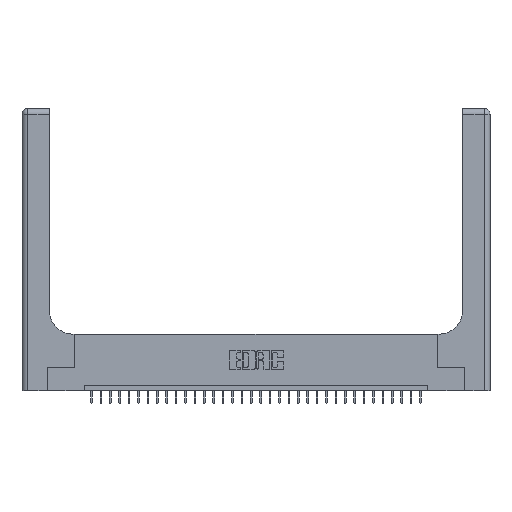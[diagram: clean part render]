
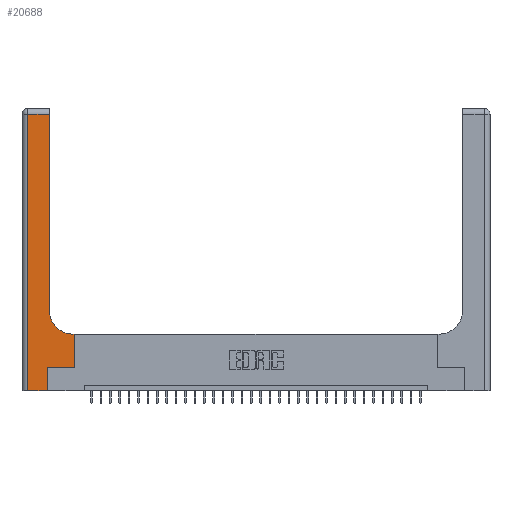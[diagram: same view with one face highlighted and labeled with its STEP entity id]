
A CAD part, top view. The second image highlights one B-rep face of the part: STEP entity #20688.
In plain terms, the highlighted planar face has unit normal (0, 0, 1).
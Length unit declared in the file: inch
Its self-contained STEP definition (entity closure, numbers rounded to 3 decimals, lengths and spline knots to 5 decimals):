
#267 = CARTESIAN_POINT ( 'NONE',  ( 0.06, 0., 0.37 ) ) ;
#447 = EDGE_LOOP ( 'NONE', ( #32112, #20000, #2103, #13230, #27010, #8043, #29402, #3260, #5631 ) ) ;
#767 = CARTESIAN_POINT ( 'NONE',  ( 0.2915, 3., 0.37 ) ) ;
#1056 = DIRECTION ( 'NONE',  ( 1., 0., 0. ) ) ;
#1345 = VECTOR ( 'NONE', #1056, 39.37008 ) ;
#1976 = DIRECTION ( 'NONE',  ( -1., 0., 0. ) ) ;
#2103 = ORIENTED_EDGE ( 'NONE', *, *, #21493, .T. ) ;
#2377 = VECTOR ( 'NONE', #15508, 39.37008 ) ;
#2571 = EDGE_CURVE ( 'NONE', #4364, #26664, #4729, .T. ) ;
#2870 = DIRECTION ( 'NONE',  ( -1., 0., 0. ) ) ;
#3260 = ORIENTED_EDGE ( 'NONE', *, *, #23365, .T. ) ;
#3806 = EDGE_CURVE ( 'NONE', #6095, #27536, #31447, .T. ) ;
#4364 = VERTEX_POINT ( 'NONE', #26378 ) ;
#4729 = LINE ( 'NONE', #12476, #2377 ) ;
#4931 = VERTEX_POINT ( 'NONE', #20445 ) ;
#5238 = DIRECTION ( 'NONE',  ( 0., -1., 0. ) ) ;
#5529 = VERTEX_POINT ( 'NONE', #30732 ) ;
#5631 = ORIENTED_EDGE ( 'NONE', *, *, #6257, .T. ) ;
#6095 = VERTEX_POINT ( 'NONE', #267 ) ;
#6151 = PLANE ( 'NONE',  #22286 ) ;
#6257 = EDGE_CURVE ( 'NONE', #4931, #16194, #15538, .T. ) ;
#6667 = EDGE_CURVE ( 'NONE', #10978, #5529, #7001, .T. ) ;
#7001 = LINE ( 'NONE', #25312, #8025 ) ;
#7541 = DIRECTION ( 'NONE',  ( 0., 0., -1. ) ) ;
#8025 = VECTOR ( 'NONE', #1976, 39.37008 ) ;
#8043 = ORIENTED_EDGE ( 'NONE', *, *, #2571, .T. ) ;
#8442 = CARTESIAN_POINT ( 'NONE',  ( 0., 0., 0.37 ) ) ;
#8847 = DIRECTION ( 'NONE',  ( 0., 0., -1. ) ) ;
#9343 = DIRECTION ( 'NONE',  ( 0., 1., 0. ) ) ;
#9417 = EDGE_CURVE ( 'NONE', #27536, #4364, #14557, .T. ) ;
#10087 = EDGE_CURVE ( 'NONE', #26664, #28090, #16660, .T. ) ;
#10561 = VECTOR ( 'NONE', #11011, 39.37008 ) ;
#10978 = VERTEX_POINT ( 'NONE', #20133 ) ;
#11011 = DIRECTION ( 'NONE',  ( 0., 1., 0. ) ) ;
#11249 = LINE ( 'NONE', #31059, #29320 ) ;
#11863 = CARTESIAN_POINT ( 'NONE',  ( 0.269, 0., 0.37 ) ) ;
#12476 = CARTESIAN_POINT ( 'NONE',  ( 0.269, 0.25, 0.37 ) ) ;
#13230 = ORIENTED_EDGE ( 'NONE', *, *, #3806, .T. ) ;
#13534 = LINE ( 'NONE', #767, #10561 ) ;
#13977 = CARTESIAN_POINT ( 'NONE',  ( 0.5585, 0.25, 0.37 ) ) ;
#14557 = LINE ( 'NONE', #11863, #29537 ) ;
#15508 = DIRECTION ( 'NONE',  ( 1., 0., 0. ) ) ;
#15538 = CIRCLE ( 'NONE', #19832, 0.25 ) ;
#16194 = VERTEX_POINT ( 'NONE', #28600 ) ;
#16660 = LINE ( 'NONE', #13977, #23649 ) ;
#19832 = AXIS2_PLACEMENT_3D ( 'NONE', #25354, #7541, #22678 ) ;
#20000 = ORIENTED_EDGE ( 'NONE', *, *, #6667, .T. ) ;
#20133 = CARTESIAN_POINT ( 'NONE',  ( 0.2915, 2.94, 0.37 ) ) ;
#20445 = CARTESIAN_POINT ( 'NONE',  ( 0.5415, 0.6, 0.37 ) ) ;
#20688 = ADVANCED_FACE ( 'NONE', ( #21283 ), #6151, .F. ) ;
#20977 = CARTESIAN_POINT ( 'NONE',  ( 0.269, 0., 0.37 ) ) ;
#21283 = FACE_OUTER_BOUND ( 'NONE', #447, .T. ) ;
#21493 = EDGE_CURVE ( 'NONE', #5529, #6095, #22556, .T. ) ;
#22286 = AXIS2_PLACEMENT_3D ( 'NONE', #23966, #8847, #26318 ) ;
#22556 = LINE ( 'NONE', #32791, #29305 ) ;
#22678 = DIRECTION ( 'NONE',  ( 1., 0., 0. ) ) ;
#23365 = EDGE_CURVE ( 'NONE', #28090, #4931, #11249, .T. ) ;
#23649 = VECTOR ( 'NONE', #24218, 39.37008 ) ;
#23966 = CARTESIAN_POINT ( 'NONE',  ( 0., 3., 0.37 ) ) ;
#24113 = EDGE_CURVE ( 'NONE', #16194, #10978, #13534, .T. ) ;
#24218 = DIRECTION ( 'NONE',  ( 0., 1., 0. ) ) ;
#25312 = CARTESIAN_POINT ( 'NONE',  ( 0., 2.94, 0.37 ) ) ;
#25354 = CARTESIAN_POINT ( 'NONE',  ( 0.5415, 0.85, 0.37 ) ) ;
#25576 = CARTESIAN_POINT ( 'NONE',  ( 0.5585, 0.25, 0.37 ) ) ;
#26318 = DIRECTION ( 'NONE',  ( -1., 0., 0. ) ) ;
#26378 = CARTESIAN_POINT ( 'NONE',  ( 0.269, 0.25, 0.37 ) ) ;
#26664 = VERTEX_POINT ( 'NONE', #25576 ) ;
#27010 = ORIENTED_EDGE ( 'NONE', *, *, #9417, .T. ) ;
#27276 = CARTESIAN_POINT ( 'NONE',  ( 0.5585, 0.6, 0.37 ) ) ;
#27536 = VERTEX_POINT ( 'NONE', #20977 ) ;
#28090 = VERTEX_POINT ( 'NONE', #27276 ) ;
#28600 = CARTESIAN_POINT ( 'NONE',  ( 0.2915, 0.85, 0.37 ) ) ;
#29305 = VECTOR ( 'NONE', #5238, 39.37008 ) ;
#29320 = VECTOR ( 'NONE', #2870, 39.37008 ) ;
#29402 = ORIENTED_EDGE ( 'NONE', *, *, #10087, .T. ) ;
#29537 = VECTOR ( 'NONE', #9343, 39.37008 ) ;
#30732 = CARTESIAN_POINT ( 'NONE',  ( 0.06, 2.94, 0.37 ) ) ;
#31059 = CARTESIAN_POINT ( 'NONE',  ( 0.2915, 0.6, 0.37 ) ) ;
#31447 = LINE ( 'NONE', #8442, #1345 ) ;
#32112 = ORIENTED_EDGE ( 'NONE', *, *, #24113, .T. ) ;
#32791 = CARTESIAN_POINT ( 'NONE',  ( 0.06, 3., 0.37 ) ) ;
